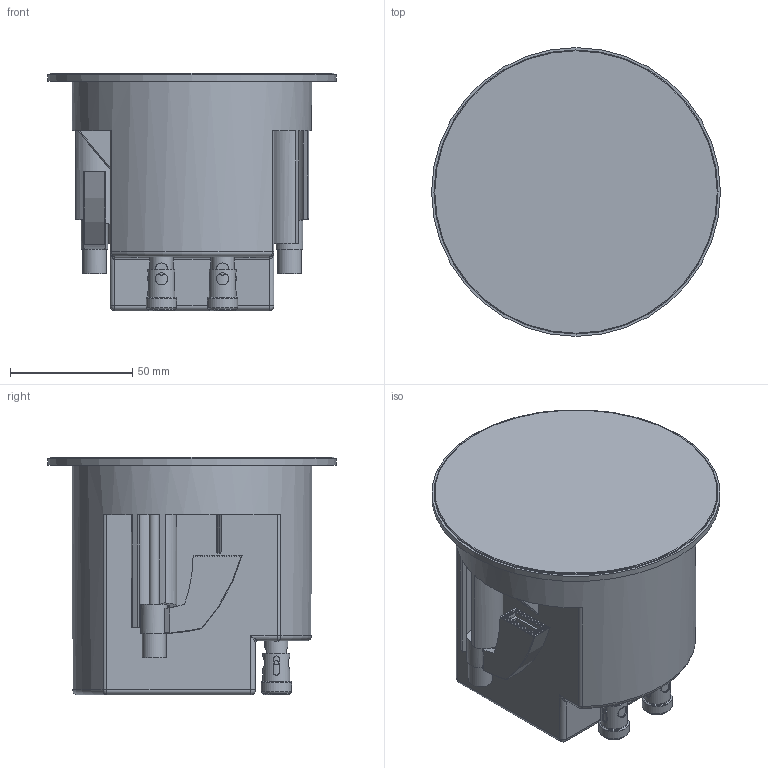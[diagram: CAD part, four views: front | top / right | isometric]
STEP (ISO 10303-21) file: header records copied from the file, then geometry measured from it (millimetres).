
FILE_DESCRIPTION(/* description */ (''),/* implementation_level */ '2;1');
FILE_NAME(/* name */ 'AUDAC-CELO2.stp',/* time_stamp */ '2021-02-25T11:19:39+01:00',/* author */ ('kamiel'),/* organization */ (''),/* preprocessor_version */ 'ST-DEVELOPER v18.1',/* originating_system */ 'Autodesk Inventor 2021',/* authorisation */ '');
FILE_SCHEMA (('AUTOMOTIVE_DESIGN { 1 0 10303 214 3 1 1 }'));
Length unit declared in the file: millimetre
Products named in the file (1): AUDAC-CELO2
Bounding box: 118.1 x 118.1 x 97.2 mm (x, y, z)
Volume: 587008.2 mm3; surface area: 101499.5 mm2
Topology: 4 solids, 7 shells, 716 faces, 1948 edges, 1289 vertices
Faces by surface type: plane 460, cylinder 120, torus 65, cone 33, bspline 28, sphere 10
Full cylindrical faces by diameter (mm): 1.8 x4, 2.85 x4, 3 x3, 3.571 x2, 4 x2, 4.5 x2, 4.57 x3, 5 x6, 6 x2, 8 x4, 8.2 x4, 8.4 x2, 9.5 x2, 9.8 x2, 10 x2, 11 x4, 11.4 x2, 12.4 x2, 97.4 x1, 98 x2, 112 x1, 114.9 x1, 116.1 x1
Entity records: 25952 total; most frequent: CARTESIAN_POINT 6930, ORIENTED_EDGE 3888, DIRECTION 3677, EDGE_CURVE 1944, VERTEX_POINT 1289, LINE 1237, VECTOR 1237, AXIS2_PLACEMENT_3D 1220
